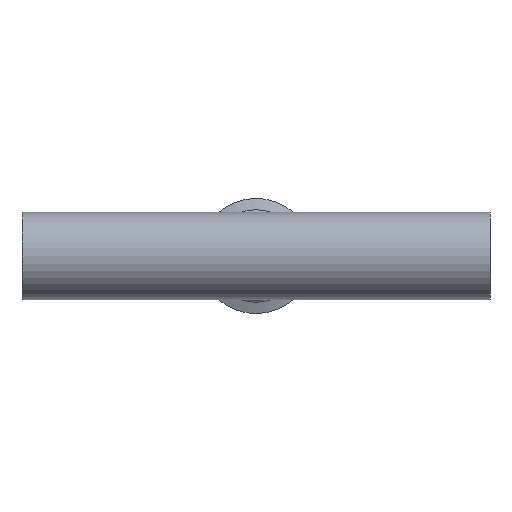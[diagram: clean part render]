
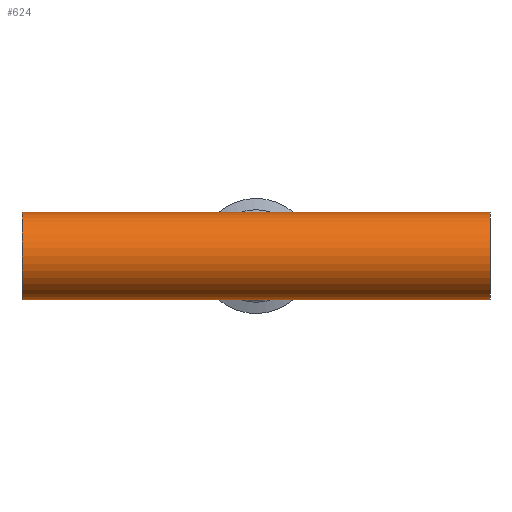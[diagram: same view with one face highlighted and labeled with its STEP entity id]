
A CAD part, front view. The second image highlights one B-rep face of the part: STEP entity #624.
In plain terms, the highlighted cylindrical face has radius 9.525 mm (diameter 19.05 mm), a partial arc.
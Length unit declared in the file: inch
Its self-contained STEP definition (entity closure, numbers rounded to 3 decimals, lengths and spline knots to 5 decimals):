
#2 = CARTESIAN_POINT ( 'NONE',  ( -2., 0., 0. ) ) ;
#33 = EDGE_LOOP ( 'NONE', ( #443, #684, #586, #1256, #1010, #564 ) ) ;
#34 = EDGE_CURVE ( 'NONE', #1454, #374, #1181, .T. ) ;
#47 = CARTESIAN_POINT ( 'NONE',  ( 2., 0., -0.375 ) ) ;
#53 = CARTESIAN_POINT ( 'NONE',  ( 2., 0., 0.375 ) ) ;
#61 = DIRECTION ( 'NONE',  ( 1., 0., 0. ) ) ;
#75 = CYLINDRICAL_SURFACE ( 'NONE', #553, 0.375 ) ;
#96 = EDGE_CURVE ( 'NONE', #721, #893, #745, .T. ) ;
#151 = CARTESIAN_POINT ( 'NONE',  ( 0., 0., -0.375 ) ) ;
#260 = VECTOR ( 'NONE', #1227, 39.37008 ) ;
#274 = CIRCLE ( 'NONE', #688, 0.375 ) ;
#288 = EDGE_CURVE ( 'NONE', #721, #1454, #1243, .T. ) ;
#374 = VERTEX_POINT ( 'NONE', #513 ) ;
#443 = ORIENTED_EDGE ( 'NONE', *, *, #1449, .F. ) ;
#454 = VERTEX_POINT ( 'NONE', #151 ) ;
#513 = CARTESIAN_POINT ( 'NONE',  ( -2., 0., 0.375 ) ) ;
#553 = AXIS2_PLACEMENT_3D ( 'NONE', #915, #1515, #1155 ) ;
#564 = ORIENTED_EDGE ( 'NONE', *, *, #1528, .F. ) ;
#585 = DIRECTION ( 'NONE',  ( 1., 0., 0. ) ) ;
#586 = ORIENTED_EDGE ( 'NONE', *, *, #288, .T. ) ;
#624 = ADVANCED_FACE ( 'NONE', ( #683 ), #75, .T. ) ;
#644 = CARTESIAN_POINT ( 'NONE',  ( 2., 0., -0.375 ) ) ;
#683 = FACE_OUTER_BOUND ( 'NONE', #33, .T. ) ;
#684 = ORIENTED_EDGE ( 'NONE', *, *, #96, .F. ) ;
#688 = AXIS2_PLACEMENT_3D ( 'NONE', #2, #61, #1570 ) ;
#721 = VERTEX_POINT ( 'NONE', #1533 ) ;
#728 = DIRECTION ( 'NONE',  ( -1., 0., 0. ) ) ;
#745 = CIRCLE ( 'NONE', #1516, 0.375 ) ;
#893 = VERTEX_POINT ( 'NONE', #644 ) ;
#915 = CARTESIAN_POINT ( 'NONE',  ( 2., 0., 0. ) ) ;
#939 = DIRECTION ( 'NONE',  ( -1., 0., 0. ) ) ;
#996 = LINE ( 'NONE', #47, #1365 ) ;
#1010 = ORIENTED_EDGE ( 'NONE', *, *, #1381, .T. ) ;
#1037 = VECTOR ( 'NONE', #728, 39.37008 ) ;
#1155 = DIRECTION ( 'NONE',  ( 0., 0., 1. ) ) ;
#1181 = LINE ( 'NONE', #53, #1037 ) ;
#1227 = DIRECTION ( 'NONE',  ( -1., 0., 0. ) ) ;
#1243 = LINE ( 'NONE', #1486, #260 ) ;
#1256 = ORIENTED_EDGE ( 'NONE', *, *, #34, .T. ) ;
#1261 = VECTOR ( 'NONE', #1445, 39.37008 ) ;
#1324 = CARTESIAN_POINT ( 'NONE',  ( 2., 0., 0. ) ) ;
#1352 = CARTESIAN_POINT ( 'NONE',  ( -2., 0., -0.375 ) ) ;
#1365 = VECTOR ( 'NONE', #939, 39.37008 ) ;
#1377 = VERTEX_POINT ( 'NONE', #1352 ) ;
#1381 = EDGE_CURVE ( 'NONE', #374, #1377, #274, .T. ) ;
#1445 = DIRECTION ( 'NONE',  ( -1., 0., 0. ) ) ;
#1449 = EDGE_CURVE ( 'NONE', #893, #454, #1562, .T. ) ;
#1452 = CARTESIAN_POINT ( 'NONE',  ( 0., 0., 0.375 ) ) ;
#1454 = VERTEX_POINT ( 'NONE', #1452 ) ;
#1457 = DIRECTION ( 'NONE',  ( 0., 0., -1. ) ) ;
#1486 = CARTESIAN_POINT ( 'NONE',  ( 2., 0., 0.375 ) ) ;
#1515 = DIRECTION ( 'NONE',  ( -1., 0., 0. ) ) ;
#1516 = AXIS2_PLACEMENT_3D ( 'NONE', #1324, #585, #1457 ) ;
#1528 = EDGE_CURVE ( 'NONE', #454, #1377, #996, .T. ) ;
#1533 = CARTESIAN_POINT ( 'NONE',  ( 2., 0., 0.375 ) ) ;
#1562 = LINE ( 'NONE', #1582, #1261 ) ;
#1570 = DIRECTION ( 'NONE',  ( 0., 0., -1. ) ) ;
#1582 = CARTESIAN_POINT ( 'NONE',  ( 2., 0., -0.375 ) ) ;
